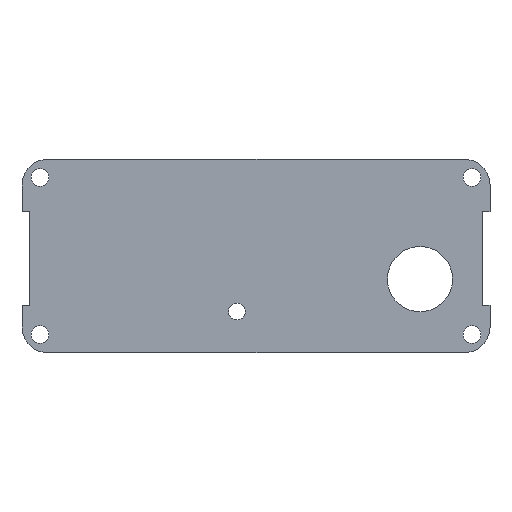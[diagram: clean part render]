
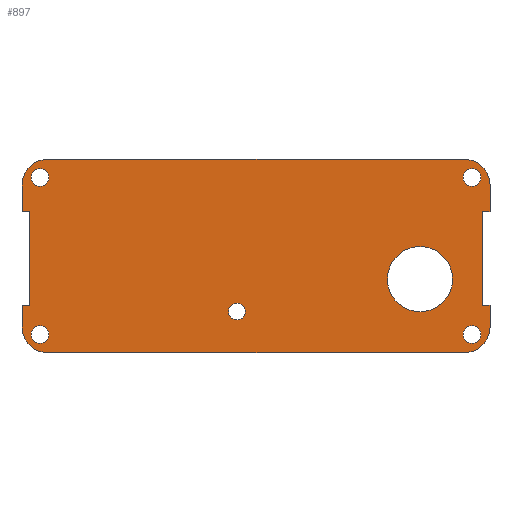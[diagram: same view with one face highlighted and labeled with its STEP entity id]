
A CAD part, top view. The second image highlights one B-rep face of the part: STEP entity #897.
In plain terms, the highlighted planar face has unit normal (0, 0, 1).
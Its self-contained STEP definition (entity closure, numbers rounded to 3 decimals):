
#24 = VERTEX_POINT('',#25);
#25 = CARTESIAN_POINT('',(0.,29.2,2.));
#31 = EDGE_CURVE('',#24,#32,#34,.T.);
#32 = VERTEX_POINT('',#33);
#33 = CARTESIAN_POINT('',(0.,34.7,2.));
#34 = LINE('',#35,#36);
#35 = CARTESIAN_POINT('',(0.,29.2,2.));
#36 = VECTOR('',#37,1.);
#37 = DIRECTION('',(0.,1.,0.));
#64 = VERTEX_POINT('',#65);
#65 = CARTESIAN_POINT('',(5.3,40.,2.));
#71 = EDGE_CURVE('',#64,#32,#72,.T.);
#72 = CIRCLE('',#73,5.3);
#73 = AXIS2_PLACEMENT_3D('',#74,#75,#76);
#74 = CARTESIAN_POINT('',(5.3,34.7,2.));
#75 = DIRECTION('',(0.,0.,1.));
#76 = DIRECTION('',(1.,0.,0.));
#95 = EDGE_CURVE('',#64,#96,#98,.T.);
#96 = VERTEX_POINT('',#97);
#97 = CARTESIAN_POINT('',(91.6,40.,2.));
#98 = LINE('',#99,#100);
#99 = CARTESIAN_POINT('',(5.3,40.,2.));
#100 = VECTOR('',#101,1.);
#101 = DIRECTION('',(1.,0.,0.));
#128 = VERTEX_POINT('',#129);
#129 = CARTESIAN_POINT('',(96.9,34.7,2.));
#135 = EDGE_CURVE('',#128,#96,#136,.T.);
#136 = CIRCLE('',#137,5.3);
#137 = AXIS2_PLACEMENT_3D('',#138,#139,#140);
#138 = CARTESIAN_POINT('',(91.6,34.7,2.));
#139 = DIRECTION('',(0.,0.,1.));
#140 = DIRECTION('',(1.,0.,0.));
#159 = EDGE_CURVE('',#128,#160,#162,.T.);
#160 = VERTEX_POINT('',#161);
#161 = CARTESIAN_POINT('',(96.9,29.2,2.));
#162 = LINE('',#163,#164);
#163 = CARTESIAN_POINT('',(96.9,34.7,2.));
#164 = VECTOR('',#165,1.);
#165 = DIRECTION('',(0.,-1.,0.));
#190 = EDGE_CURVE('',#160,#191,#193,.T.);
#191 = VERTEX_POINT('',#192);
#192 = CARTESIAN_POINT('',(95.5,29.2,2.));
#193 = LINE('',#194,#195);
#194 = CARTESIAN_POINT('',(96.9,29.2,2.));
#195 = VECTOR('',#196,1.);
#196 = DIRECTION('',(-1.,0.,0.));
#221 = EDGE_CURVE('',#191,#222,#224,.T.);
#222 = VERTEX_POINT('',#223);
#223 = CARTESIAN_POINT('',(95.4,29.1,2.));
#224 = CIRCLE('',#225,0.1);
#225 = AXIS2_PLACEMENT_3D('',#226,#227,#228);
#226 = CARTESIAN_POINT('',(95.5,29.1,2.));
#227 = DIRECTION('',(0.,0.,1.));
#228 = DIRECTION('',(1.,0.,0.));
#254 = EDGE_CURVE('',#222,#255,#257,.T.);
#255 = VERTEX_POINT('',#256);
#256 = CARTESIAN_POINT('',(95.4,9.9,2.));
#257 = LINE('',#258,#259);
#258 = CARTESIAN_POINT('',(95.4,29.1,2.));
#259 = VECTOR('',#260,1.);
#260 = DIRECTION('',(0.,-1.,0.));
#285 = EDGE_CURVE('',#255,#286,#288,.T.);
#286 = VERTEX_POINT('',#287);
#287 = CARTESIAN_POINT('',(95.5,9.8,2.));
#288 = CIRCLE('',#289,0.1);
#289 = AXIS2_PLACEMENT_3D('',#290,#291,#292);
#290 = CARTESIAN_POINT('',(95.5,9.9,2.));
#291 = DIRECTION('',(0.,0.,1.));
#292 = DIRECTION('',(1.,0.,0.));
#318 = EDGE_CURVE('',#286,#319,#321,.T.);
#319 = VERTEX_POINT('',#320);
#320 = CARTESIAN_POINT('',(96.9,9.8,2.));
#321 = LINE('',#322,#323);
#322 = CARTESIAN_POINT('',(95.5,9.8,2.));
#323 = VECTOR('',#324,1.);
#324 = DIRECTION('',(1.,0.,0.));
#349 = EDGE_CURVE('',#319,#350,#352,.T.);
#350 = VERTEX_POINT('',#351);
#351 = CARTESIAN_POINT('',(96.9,5.3,2.));
#352 = LINE('',#353,#354);
#353 = CARTESIAN_POINT('',(96.9,9.8,2.));
#354 = VECTOR('',#355,1.);
#355 = DIRECTION('',(0.,-1.,0.));
#382 = VERTEX_POINT('',#383);
#383 = CARTESIAN_POINT('',(91.6,0.,2.));
#389 = EDGE_CURVE('',#382,#350,#390,.T.);
#390 = CIRCLE('',#391,5.3);
#391 = AXIS2_PLACEMENT_3D('',#392,#393,#394);
#392 = CARTESIAN_POINT('',(91.6,5.3,2.));
#393 = DIRECTION('',(0.,0.,1.));
#394 = DIRECTION('',(1.,0.,0.));
#413 = EDGE_CURVE('',#382,#414,#416,.T.);
#414 = VERTEX_POINT('',#415);
#415 = CARTESIAN_POINT('',(5.3,0.,2.));
#416 = LINE('',#417,#418);
#417 = CARTESIAN_POINT('',(91.6,0.,2.));
#418 = VECTOR('',#419,1.);
#419 = DIRECTION('',(-1.,0.,0.));
#446 = VERTEX_POINT('',#447);
#447 = CARTESIAN_POINT('',(0.,5.3,2.));
#453 = EDGE_CURVE('',#446,#414,#454,.T.);
#454 = CIRCLE('',#455,5.3);
#455 = AXIS2_PLACEMENT_3D('',#456,#457,#458);
#456 = CARTESIAN_POINT('',(5.3,5.3,2.));
#457 = DIRECTION('',(0.,0.,1.));
#458 = DIRECTION('',(1.,0.,0.));
#477 = EDGE_CURVE('',#446,#478,#480,.T.);
#478 = VERTEX_POINT('',#479);
#479 = CARTESIAN_POINT('',(0.,9.8,2.));
#480 = LINE('',#481,#482);
#481 = CARTESIAN_POINT('',(0.,5.3,2.));
#482 = VECTOR('',#483,1.);
#483 = DIRECTION('',(0.,1.,0.));
#508 = EDGE_CURVE('',#478,#509,#511,.T.);
#509 = VERTEX_POINT('',#510);
#510 = CARTESIAN_POINT('',(1.4,9.8,2.));
#511 = LINE('',#512,#513);
#512 = CARTESIAN_POINT('',(0.,9.8,2.));
#513 = VECTOR('',#514,1.);
#514 = DIRECTION('',(1.,0.,0.));
#539 = EDGE_CURVE('',#509,#540,#542,.T.);
#540 = VERTEX_POINT('',#541);
#541 = CARTESIAN_POINT('',(1.5,9.9,2.));
#542 = CIRCLE('',#543,0.1);
#543 = AXIS2_PLACEMENT_3D('',#544,#545,#546);
#544 = CARTESIAN_POINT('',(1.4,9.9,2.));
#545 = DIRECTION('',(0.,0.,1.));
#546 = DIRECTION('',(1.,0.,0.));
#572 = EDGE_CURVE('',#540,#573,#575,.T.);
#573 = VERTEX_POINT('',#574);
#574 = CARTESIAN_POINT('',(1.5,29.1,2.));
#575 = LINE('',#576,#577);
#576 = CARTESIAN_POINT('',(1.5,9.9,2.));
#577 = VECTOR('',#578,1.);
#578 = DIRECTION('',(0.,1.,0.));
#603 = EDGE_CURVE('',#573,#604,#606,.T.);
#604 = VERTEX_POINT('',#605);
#605 = CARTESIAN_POINT('',(1.4,29.2,2.));
#606 = CIRCLE('',#607,0.1);
#607 = AXIS2_PLACEMENT_3D('',#608,#609,#610);
#608 = CARTESIAN_POINT('',(1.4,29.1,2.));
#609 = DIRECTION('',(0.,0.,1.));
#610 = DIRECTION('',(1.,0.,0.));
#636 = EDGE_CURVE('',#24,#604,#637,.T.);
#637 = LINE('',#638,#639);
#638 = CARTESIAN_POINT('',(0.,29.2,2.));
#639 = VECTOR('',#640,1.);
#640 = DIRECTION('',(1.,0.,0.));
#660 = VERTEX_POINT('',#661);
#661 = CARTESIAN_POINT('',(89.15,15.2,2.));
#667 = EDGE_CURVE('',#660,#660,#668,.T.);
#668 = CIRCLE('',#669,6.75);
#669 = AXIS2_PLACEMENT_3D('',#670,#671,#672);
#670 = CARTESIAN_POINT('',(82.4,15.2,2.));
#671 = DIRECTION('',(0.,0.,1.));
#672 = DIRECTION('',(1.,0.,0.));
#693 = VERTEX_POINT('',#694);
#694 = CARTESIAN_POINT('',(95.,36.275,2.));
#700 = EDGE_CURVE('',#693,#693,#701,.T.);
#701 = CIRCLE('',#702,1.825);
#702 = AXIS2_PLACEMENT_3D('',#703,#704,#705);
#703 = CARTESIAN_POINT('',(93.175,36.275,2.));
#704 = DIRECTION('',(0.,0.,1.));
#705 = DIRECTION('',(1.,0.,0.));
#726 = VERTEX_POINT('',#727);
#727 = CARTESIAN_POINT('',(95.,3.725,2.));
#733 = EDGE_CURVE('',#726,#726,#734,.T.);
#734 = CIRCLE('',#735,1.825);
#735 = AXIS2_PLACEMENT_3D('',#736,#737,#738);
#736 = CARTESIAN_POINT('',(93.175,3.725,2.));
#737 = DIRECTION('',(0.,0.,1.));
#738 = DIRECTION('',(1.,0.,0.));
#759 = VERTEX_POINT('',#760);
#760 = CARTESIAN_POINT('',(5.55,36.275,2.));
#766 = EDGE_CURVE('',#759,#759,#767,.T.);
#767 = CIRCLE('',#768,1.825);
#768 = AXIS2_PLACEMENT_3D('',#769,#770,#771);
#769 = CARTESIAN_POINT('',(3.725,36.275,2.));
#770 = DIRECTION('',(0.,0.,1.));
#771 = DIRECTION('',(1.,0.,0.));
#792 = VERTEX_POINT('',#793);
#793 = CARTESIAN_POINT('',(5.55,3.725,2.));
#799 = EDGE_CURVE('',#792,#792,#800,.T.);
#800 = CIRCLE('',#801,1.825);
#801 = AXIS2_PLACEMENT_3D('',#802,#803,#804);
#802 = CARTESIAN_POINT('',(3.725,3.725,2.));
#803 = DIRECTION('',(0.,0.,1.));
#804 = DIRECTION('',(1.,0.,0.));
#825 = VERTEX_POINT('',#826);
#826 = CARTESIAN_POINT('',(46.25,8.5,2.));
#832 = EDGE_CURVE('',#825,#825,#833,.T.);
#833 = CIRCLE('',#834,1.75);
#834 = AXIS2_PLACEMENT_3D('',#835,#836,#837);
#835 = CARTESIAN_POINT('',(44.5,8.5,2.));
#836 = DIRECTION('',(0.,0.,1.));
#837 = DIRECTION('',(1.,0.,0.));
#897 = ADVANCED_FACE('',(#898,#920,#923,#926,#929,#932,#935),#938,.T.);
#898 = FACE_BOUND('',#899,.F.);
#899 = EDGE_LOOP('',(#900,#901,#902,#903,#904,#905,#906,#907,#908,#909,
    #910,#911,#912,#913,#914,#915,#916,#917,#918,#919));
#900 = ORIENTED_EDGE('',*,*,#31,.T.);
#901 = ORIENTED_EDGE('',*,*,#71,.F.);
#902 = ORIENTED_EDGE('',*,*,#95,.T.);
#903 = ORIENTED_EDGE('',*,*,#135,.F.);
#904 = ORIENTED_EDGE('',*,*,#159,.T.);
#905 = ORIENTED_EDGE('',*,*,#190,.T.);
#906 = ORIENTED_EDGE('',*,*,#221,.T.);
#907 = ORIENTED_EDGE('',*,*,#254,.T.);
#908 = ORIENTED_EDGE('',*,*,#285,.T.);
#909 = ORIENTED_EDGE('',*,*,#318,.T.);
#910 = ORIENTED_EDGE('',*,*,#349,.T.);
#911 = ORIENTED_EDGE('',*,*,#389,.F.);
#912 = ORIENTED_EDGE('',*,*,#413,.T.);
#913 = ORIENTED_EDGE('',*,*,#453,.F.);
#914 = ORIENTED_EDGE('',*,*,#477,.T.);
#915 = ORIENTED_EDGE('',*,*,#508,.T.);
#916 = ORIENTED_EDGE('',*,*,#539,.T.);
#917 = ORIENTED_EDGE('',*,*,#572,.T.);
#918 = ORIENTED_EDGE('',*,*,#603,.T.);
#919 = ORIENTED_EDGE('',*,*,#636,.F.);
#920 = FACE_BOUND('',#921,.F.);
#921 = EDGE_LOOP('',(#922));
#922 = ORIENTED_EDGE('',*,*,#667,.T.);
#923 = FACE_BOUND('',#924,.F.);
#924 = EDGE_LOOP('',(#925));
#925 = ORIENTED_EDGE('',*,*,#700,.T.);
#926 = FACE_BOUND('',#927,.F.);
#927 = EDGE_LOOP('',(#928));
#928 = ORIENTED_EDGE('',*,*,#733,.T.);
#929 = FACE_BOUND('',#930,.F.);
#930 = EDGE_LOOP('',(#931));
#931 = ORIENTED_EDGE('',*,*,#766,.T.);
#932 = FACE_BOUND('',#933,.F.);
#933 = EDGE_LOOP('',(#934));
#934 = ORIENTED_EDGE('',*,*,#799,.T.);
#935 = FACE_BOUND('',#936,.F.);
#936 = EDGE_LOOP('',(#937));
#937 = ORIENTED_EDGE('',*,*,#832,.T.);
#938 = PLANE('',#939);
#939 = AXIS2_PLACEMENT_3D('',#940,#941,#942);
#940 = CARTESIAN_POINT('',(51.729,19.217,2.));
#941 = DIRECTION('',(0.,0.,1.));
#942 = DIRECTION('',(1.,0.,0.));
